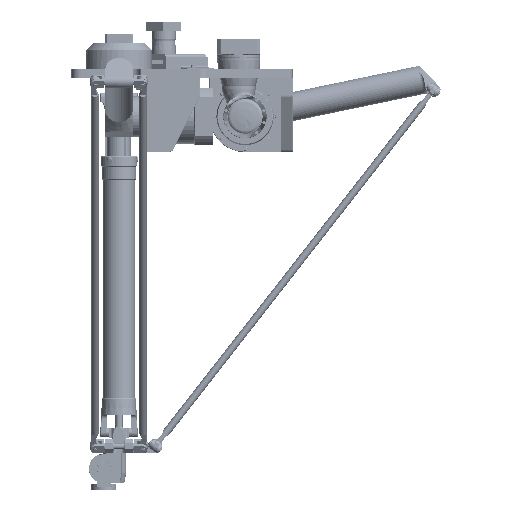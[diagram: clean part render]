
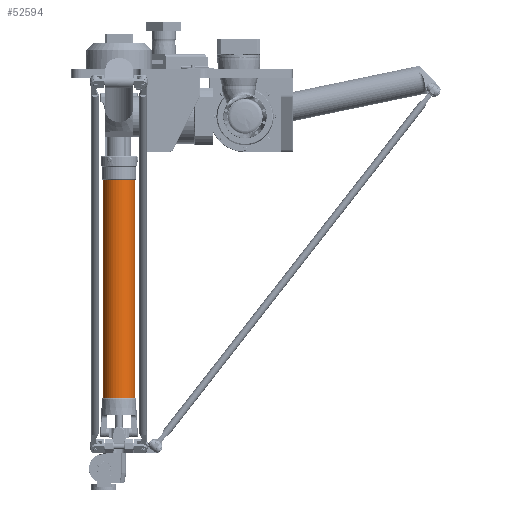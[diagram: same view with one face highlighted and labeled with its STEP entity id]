
A CAD part, front view. The second image highlights one B-rep face of the part: STEP entity #52594.
In plain terms, the highlighted cylindrical face has radius 33.5 mm (diameter 67 mm), a full revolution.
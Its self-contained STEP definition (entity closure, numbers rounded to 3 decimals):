
#11883=CYLINDRICAL_SURFACE('',#58084,33.5);
#12876=FACE_BOUND('',#19616,.T.);
#15538=FACE_OUTER_BOUND('',#19615,.T.);
#19615=EDGE_LOOP('',(#45183));
#19616=EDGE_LOOP('',(#45184));
#22351=CIRCLE('',#58065,33.5);
#22359=CIRCLE('',#58085,33.5);
#26405=VERTEX_POINT('',#100903);
#26413=VERTEX_POINT('',#100931);
#32817=EDGE_CURVE('',#26405,#26405,#22351,.T.);
#32825=EDGE_CURVE('',#26413,#26413,#22359,.T.);
#45183=ORIENTED_EDGE('',*,*,#32817,.T.);
#45184=ORIENTED_EDGE('',*,*,#32825,.T.);
#52594=ADVANCED_FACE('',(#15538,#12876),#11883,.T.);
#58065=AXIS2_PLACEMENT_3D('',#100904,#70889,#70890);
#58084=AXIS2_PLACEMENT_3D('',#100930,#70927,#70928);
#58085=AXIS2_PLACEMENT_3D('',#100932,#70929,#70930);
#70889=DIRECTION('center_axis',(0.,-1.,0.));
#70890=DIRECTION('ref_axis',(-1.,0.,0.));
#70927=DIRECTION('center_axis',(0.,1.,0.));
#70928=DIRECTION('ref_axis',(-1.,0.,0.));
#70929=DIRECTION('center_axis',(0.,1.,0.));
#70930=DIRECTION('ref_axis',(-1.,0.,0.));
#100903=CARTESIAN_POINT('',(33.5,541.,0.));
#100904=CARTESIAN_POINT('Origin',(0.,541.,0.));
#100930=CARTESIAN_POINT('Origin',(0.,82.,0.));
#100931=CARTESIAN_POINT('',(-33.5,82.,0.));
#100932=CARTESIAN_POINT('Origin',(0.,82.,0.));
